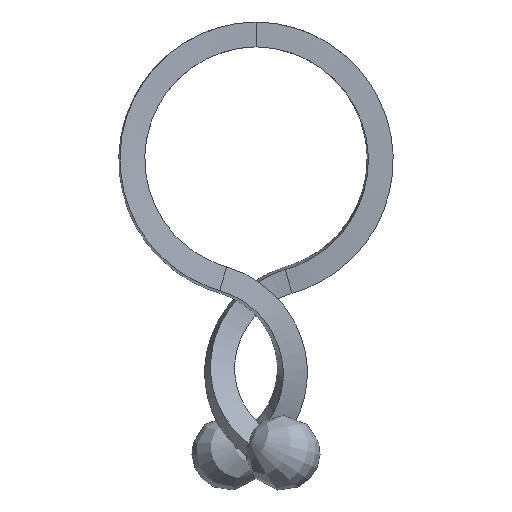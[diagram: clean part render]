
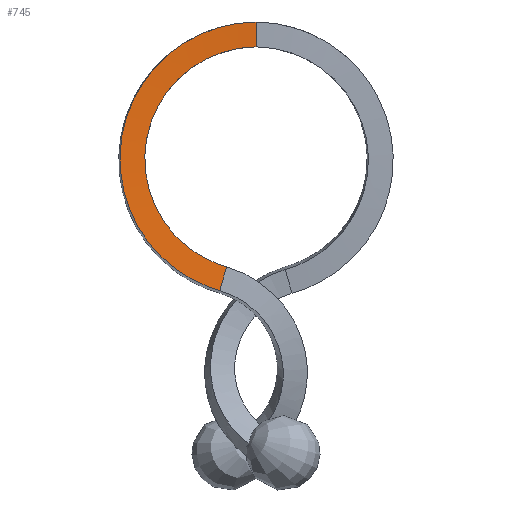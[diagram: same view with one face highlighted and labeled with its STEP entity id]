
A CAD part, front view. The second image highlights one B-rep face of the part: STEP entity #745.
In plain terms, the highlighted free-form (B-spline) face has degree [3, 3] with [4, 16] control points.
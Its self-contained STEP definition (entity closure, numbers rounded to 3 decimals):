
#355=CARTESIAN_POINT('',(0.0,-1.,9.0));
#356=VERTEX_POINT('',#355);
#357=CARTESIAN_POINT('',(-2.359,-1.96,-8.695));
#358=VERTEX_POINT('',#357);
#359=CARTESIAN_POINT('',(0.0,-1.,9.0));
#360=CARTESIAN_POINT('',(-2.16,-0.986,8.982));
#361=CARTESIAN_POINT('',(-4.289,-1.017,8.163));
#362=CARTESIAN_POINT('',(-7.516,-1.152,5.317));
#363=CARTESIAN_POINT('',(-8.592,-1.256,3.3));
#364=CARTESIAN_POINT('',(-9.158,-1.487,-0.962));
#365=CARTESIAN_POINT('',(-8.646,-1.613,-3.188));
#366=CARTESIAN_POINT('',(-6.867,-1.774,-5.878));
#367=CARTESIAN_POINT('',(-6.113,-1.823,-6.667));
#368=CARTESIAN_POINT('',(-4.809,-1.884,-7.616));
#369=CARTESIAN_POINT('',(-4.346,-1.902,-7.893));
#370=CARTESIAN_POINT('',(-3.619,-1.927,-8.244));
#371=CARTESIAN_POINT('',(-3.371,-1.934,-8.35));
#372=CARTESIAN_POINT('',(-2.87,-1.948,-8.54));
#373=CARTESIAN_POINT('',(-2.634,-1.954,-8.618));
#374=CARTESIAN_POINT('',(-2.359,-1.96,-8.695));
#375=B_SPLINE_CURVE_WITH_KNOTS('',3,(#359,#360,#361,#362,#363,#364,#365,#366,#367,#368,#369,#370,#371,#372,#373,#374),.UNSPECIFIED.,.F.,.U.,(4,2,2,2,2,2,2,4),(0.007,0.257,0.507,0.757,0.882,0.945,0.976,1.007),.UNSPECIFIED.);
#376=EDGE_CURVE('',#356,#358,#375,.T.);
#609=CARTESIAN_POINT('',(-2.918,-2.173,-10.603));
#610=VERTEX_POINT('',#609);
#624=CARTESIAN_POINT('',(0.0,-1.,11.0));
#625=VERTEX_POINT('',#624);
#626=CARTESIAN_POINT('',(0.0,-1.,11.0));
#627=CARTESIAN_POINT('',(-2.638,-0.983,10.982));
#628=CARTESIAN_POINT('',(-5.239,-1.02,9.987));
#629=CARTESIAN_POINT('',(-9.185,-1.185,6.516));
#630=CARTESIAN_POINT('',(-10.503,-1.312,4.055));
#631=CARTESIAN_POINT('',(-11.203,-1.594,-1.148));
#632=CARTESIAN_POINT('',(-10.582,-1.749,-3.868));
#633=CARTESIAN_POINT('',(-8.415,-1.945,-7.156));
#634=CARTESIAN_POINT('',(-7.495,-2.005,-8.12));
#635=CARTESIAN_POINT('',(-5.904,-2.08,-9.282));
#636=CARTESIAN_POINT('',(-5.339,-2.102,-9.622));
#637=CARTESIAN_POINT('',(-4.452,-2.132,-10.052));
#638=CARTESIAN_POINT('',(-4.15,-2.141,-10.182));
#639=CARTESIAN_POINT('',(-3.54,-2.158,-10.413));
#640=CARTESIAN_POINT('',(-3.221,-2.166,-10.518));
#641=CARTESIAN_POINT('',(-2.918,-2.173,-10.603));
#642=B_SPLINE_CURVE_WITH_KNOTS('',3,(#626,#627,#628,#629,#630,#631,#632,#633,#634,#635,#636,#637,#638,#639,#640,#641),.UNSPECIFIED.,.F.,.U.,(4,2,2,2,2,2,2,4),(0.0,0.25,0.5,0.75,0.875,0.938,0.969,1.),.UNSPECIFIED.);
#643=EDGE_CURVE('',#625,#610,#642,.T.);
#656=CARTESIAN_POINT('',(0.129,-1.001,8.991));
#657=CARTESIAN_POINT('',(0.139,-1.001,9.664));
#658=CARTESIAN_POINT('',(0.149,-1.001,10.338));
#659=CARTESIAN_POINT('',(0.158,-1.001,11.011));
#660=CARTESIAN_POINT('',(0.086,-1.001,8.991));
#661=CARTESIAN_POINT('',(0.093,-1.001,9.664));
#662=CARTESIAN_POINT('',(0.099,-1.001,10.337));
#663=CARTESIAN_POINT('',(0.106,-1.001,11.011));
#664=CARTESIAN_POINT('',(-2.115,-0.986,8.988));
#665=CARTESIAN_POINT('',(-2.273,-0.984,9.662));
#666=CARTESIAN_POINT('',(-2.431,-0.983,10.337));
#667=CARTESIAN_POINT('',(-2.588,-0.982,11.011));
#668=CARTESIAN_POINT('',(-4.284,-1.017,8.154));
#669=CARTESIAN_POINT('',(-4.604,-1.018,8.768));
#670=CARTESIAN_POINT('',(-4.924,-1.019,9.382));
#671=CARTESIAN_POINT('',(-5.244,-1.02,9.996));
#672=CARTESIAN_POINT('',(-7.507,-1.152,5.311));
#673=CARTESIAN_POINT('',(-8.069,-1.163,5.714));
#674=CARTESIAN_POINT('',(-8.631,-1.174,6.118));
#675=CARTESIAN_POINT('',(-9.193,-1.185,6.522));
#676=CARTESIAN_POINT('',(-8.582,-1.256,3.296));
#677=CARTESIAN_POINT('',(-9.226,-1.275,3.55));
#678=CARTESIAN_POINT('',(-9.869,-1.293,3.805));
#679=CARTESIAN_POINT('',(-10.513,-1.312,4.059));
#680=CARTESIAN_POINT('',(-9.148,-1.487,-0.961));
#681=CARTESIAN_POINT('',(-9.836,-1.523,-1.023));
#682=CARTESIAN_POINT('',(-10.525,-1.559,-1.086));
#683=CARTESIAN_POINT('',(-11.213,-1.595,-1.149));
#684=CARTESIAN_POINT('',(-8.636,-1.613,-3.185));
#685=CARTESIAN_POINT('',(-9.288,-1.659,-3.414));
#686=CARTESIAN_POINT('',(-9.94,-1.704,-3.642));
#687=CARTESIAN_POINT('',(-10.591,-1.749,-3.871));
#688=CARTESIAN_POINT('',(-6.86,-1.774,-5.872));
#689=CARTESIAN_POINT('',(-7.381,-1.831,-6.302));
#690=CARTESIAN_POINT('',(-7.902,-1.889,-6.732));
#691=CARTESIAN_POINT('',(-8.423,-1.946,-7.163));
#692=CARTESIAN_POINT('',(-5.541,-1.859,-7.25));
#693=CARTESIAN_POINT('',(-5.965,-1.923,-7.784));
#694=CARTESIAN_POINT('',(-6.388,-1.987,-8.318));
#695=CARTESIAN_POINT('',(-6.812,-2.05,-8.852));
#696=CARTESIAN_POINT('',(-3.87,-1.92,-8.152));
#697=CARTESIAN_POINT('',(-4.17,-1.989,-8.754));
#698=CARTESIAN_POINT('',(-4.47,-2.057,-9.356));
#699=CARTESIAN_POINT('',(-4.769,-2.126,-9.958));
#700=CARTESIAN_POINT('',(-2.864,-1.948,-8.531));
#701=CARTESIAN_POINT('',(-3.089,-2.019,-9.162));
#702=CARTESIAN_POINT('',(-3.314,-2.089,-9.793));
#703=CARTESIAN_POINT('',(-3.539,-2.16,-10.424));
#704=CARTESIAN_POINT('',(-2.627,-1.954,-8.609));
#705=CARTESIAN_POINT('',(-2.824,-2.025,-9.25));
#706=CARTESIAN_POINT('',(-3.02,-2.097,-9.89));
#707=CARTESIAN_POINT('',(-3.216,-2.168,-10.53));
#708=CARTESIAN_POINT('',(-2.298,-1.961,-8.701));
#709=CARTESIAN_POINT('',(-2.483,-2.033,-9.345));
#710=CARTESIAN_POINT('',(-2.667,-2.104,-9.988));
#711=CARTESIAN_POINT('',(-2.852,-2.176,-10.632));
#712=CARTESIAN_POINT('',(-2.239,-1.963,-8.718));
#713=CARTESIAN_POINT('',(-2.426,-2.034,-9.36));
#714=CARTESIAN_POINT('',(-2.613,-2.106,-10.003));
#715=CARTESIAN_POINT('',(-2.8,-2.177,-10.646));
#716=CARTESIAN_POINT('',(-2.184,-1.964,-8.733));
#717=CARTESIAN_POINT('',(-2.371,-2.035,-9.376));
#718=CARTESIAN_POINT('',(-2.558,-2.107,-10.019));
#719=CARTESIAN_POINT('',(-2.745,-2.178,-10.662));
#720=B_SPLINE_SURFACE_WITH_KNOTS('',3,3,((#656,#660,#664,#668,#672,#676,#680,#684,#688,#692,#696,#700,#704,#708,#712,#716),(#657,#661,#665,#669,#673,#677,#681,#685,#689,#693,#697,#701,#705,#709,#713,#717),(#658,#662,#666,#670,#674,#678,#682,#686,#690,#694,#698,#702,#706,#710,#714,#718),(#659,#663,#667,#671,#675,#679,#683,#687,#691,#695,#699,#703,#707,#711,#715,#719)),.UNSPECIFIED.,.F.,.F.,.U.,(4,4),(4,1,2,2,2,1,2,2,4),(0.0,2.02),(0.0,0.16,8.143,16.127,24.111,28.103,31.097,32.095,32.278),.UNSPECIFIED.);
#721=CARTESIAN_POINT('',(-2.359,-1.96,-8.695));
#722=CARTESIAN_POINT('',(-2.406,-1.978,-8.857));
#723=CARTESIAN_POINT('',(-2.454,-1.996,-9.019));
#724=CARTESIAN_POINT('',(-2.501,-2.014,-9.181));
#725=CARTESIAN_POINT('',(-2.549,-2.033,-9.343));
#726=CARTESIAN_POINT('',(-2.596,-2.051,-9.505));
#727=CARTESIAN_POINT('',(-2.644,-2.069,-9.667));
#728=CARTESIAN_POINT('',(-2.735,-2.104,-9.979));
#729=CARTESIAN_POINT('',(-2.827,-2.138,-10.291));
#730=CARTESIAN_POINT('',(-2.918,-2.173,-10.603));
#731=B_SPLINE_CURVE_WITH_KNOTS('',3,(#721,#722,#723,#724,#725,#726,#727,#728,#729,#730),.UNSPECIFIED.,.F.,.U.,(4,3,3,4),(0.,0.001,0.001,0.002),.UNSPECIFIED.);
#732=EDGE_CURVE('',#358,#610,#731,.T.);
#733=ORIENTED_EDGE('',*,*,#732,.F.);
#734=ORIENTED_EDGE('',*,*,#376,.F.);
#735=CARTESIAN_POINT('',(0.0,-1.,11.0));
#736=CARTESIAN_POINT('',(0.0,-1.,10.333));
#737=CARTESIAN_POINT('',(0.0,-1.,9.667));
#738=CARTESIAN_POINT('',(0.0,-1.,9.0));
#739=QUASI_UNIFORM_CURVE('',3,(#735,#736,#737,#738),.UNSPECIFIED.,.F.,.U.);
#740=EDGE_CURVE('',#625,#356,#739,.T.);
#741=ORIENTED_EDGE('',*,*,#740,.F.);
#742=ORIENTED_EDGE('',*,*,#643,.T.);
#743=EDGE_LOOP('',(#733,#734,#741,#742));
#744=FACE_OUTER_BOUND('',#743,.T.);
#745=ADVANCED_FACE('',(#744),#720,.T.);
